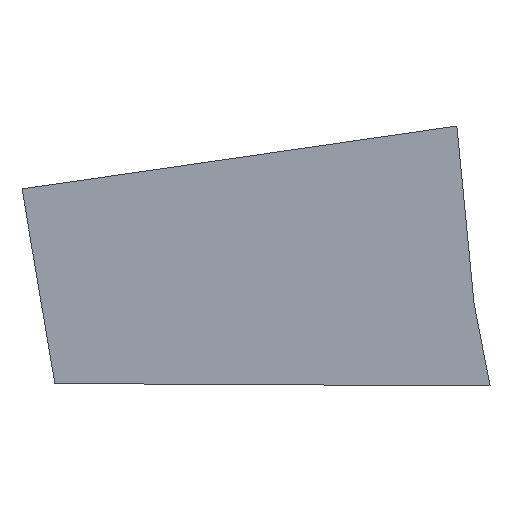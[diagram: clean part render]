
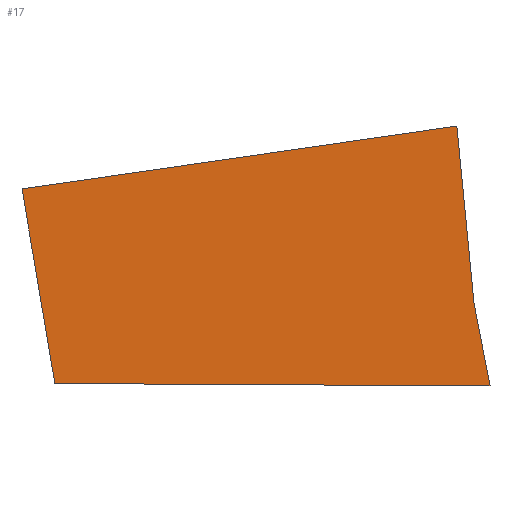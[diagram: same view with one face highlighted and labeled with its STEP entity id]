
A CAD part, top view. The second image highlights one B-rep face of the part: STEP entity #17.
In plain terms, the highlighted planar face has unit normal (0, 0, 1).
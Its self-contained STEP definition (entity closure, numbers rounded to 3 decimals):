
#17 = ADVANCED_FACE('',(#18),#32,.T.);
#18 = FACE_BOUND('',#19,.F.);
#19 = EDGE_LOOP('',(#20,#43,#59,#75,#91));
#20 = ORIENTED_EDGE('',*,*,#21,.T.);
#21 = EDGE_CURVE('',#22,#24,#26,.T.);
#22 = VERTEX_POINT('',#23);
#23 = CARTESIAN_POINT('',(-39.571,12.643,
    0.));
#24 = VERTEX_POINT('',#25);
#25 = CARTESIAN_POINT('',(22.429,21.593,
    0.));
#26 = SURFACE_CURVE('',#27,(#31),.PCURVE_S1.);
#27 = LINE('',#28,#29);
#28 = CARTESIAN_POINT('',(-39.571,12.643,
    0.));
#29 = VECTOR('',#30,1.);
#30 = DIRECTION('',(0.99,0.143,0.));
#31 = PCURVE('',#32,#37);
#32 = PLANE('',#33);
#33 = AXIS2_PLACEMENT_3D('',#34,#35,#36);
#34 = CARTESIAN_POINT('',(-39.346,24.996,
    0.));
#35 = DIRECTION('',(0.,0.,1.));
#36 = DIRECTION('',(-0.051,-0.999,
    0.));
#37 = DEFINITIONAL_REPRESENTATION('',(#38),#42);
#38 = LINE('',#39,#40);
#39 = CARTESIAN_POINT('',(12.349,0.408));
#40 = VECTOR('',#41,1.);
#41 = DIRECTION('',(-0.193,0.981));
#42 = ( GEOMETRIC_REPRESENTATION_CONTEXT(2) 
PARAMETRIC_REPRESENTATION_CONTEXT() REPRESENTATION_CONTEXT('2D SPACE',''
  ) );
#43 = ORIENTED_EDGE('',*,*,#44,.T.);
#44 = EDGE_CURVE('',#24,#45,#47,.T.);
#45 = VERTEX_POINT('',#46);
#46 = CARTESIAN_POINT('',(24.876,-3.68,
    0.));
#47 = SURFACE_CURVE('',#48,(#52),.PCURVE_S1.);
#48 = LINE('',#49,#50);
#49 = CARTESIAN_POINT('',(22.429,21.593,
    0.));
#50 = VECTOR('',#51,1.);
#51 = DIRECTION('',(0.096,-0.995,
    0.));
#52 = PCURVE('',#32,#53);
#53 = DEFINITIONAL_REPRESENTATION('',(#54),#58);
#54 = LINE('',#55,#56);
#55 = CARTESIAN_POINT('',(0.238,61.869));
#56 = VECTOR('',#57,1.);
#57 = DIRECTION('',(0.989,0.147));
#58 = ( GEOMETRIC_REPRESENTATION_CONTEXT(2) 
PARAMETRIC_REPRESENTATION_CONTEXT() REPRESENTATION_CONTEXT('2D SPACE',''
  ) );
#59 = ORIENTED_EDGE('',*,*,#60,.T.);
#60 = EDGE_CURVE('',#45,#61,#63,.T.);
#61 = VERTEX_POINT('',#62);
#62 = CARTESIAN_POINT('',(27.149,-15.449,
    0.));
#63 = SURFACE_CURVE('',#64,(#68),.PCURVE_S1.);
#64 = LINE('',#65,#66);
#65 = CARTESIAN_POINT('',(24.876,-3.68,
    0.));
#66 = VECTOR('',#67,1.);
#67 = DIRECTION('',(0.19,-0.982,0.));
#68 = PCURVE('',#32,#69);
#69 = DEFINITIONAL_REPRESENTATION('',(#70),#74);
#70 = LINE('',#71,#72);
#71 = CARTESIAN_POINT('',(25.352,65.606));
#72 = VECTOR('',#73,1.);
#73 = DIRECTION('',(0.971,0.24));
#74 = ( GEOMETRIC_REPRESENTATION_CONTEXT(2) 
PARAMETRIC_REPRESENTATION_CONTEXT() REPRESENTATION_CONTEXT('2D SPACE',''
  ) );
#75 = ORIENTED_EDGE('',*,*,#76,.T.);
#76 = EDGE_CURVE('',#61,#77,#79,.T.);
#77 = VERTEX_POINT('',#78);
#78 = CARTESIAN_POINT('',(-34.883,-15.106,
    0.));
#79 = SURFACE_CURVE('',#80,(#84),.PCURVE_S1.);
#80 = LINE('',#81,#82);
#81 = CARTESIAN_POINT('',(27.149,-15.449,
    0.));
#82 = VECTOR('',#83,1.);
#83 = DIRECTION('',(-1.,0.006,
    0.));
#84 = PCURVE('',#32,#85);
#85 = DEFINITIONAL_REPRESENTATION('',(#86),#90);
#86 = LINE('',#87,#88);
#87 = CARTESIAN_POINT('',(36.99,68.478));
#88 = VECTOR('',#89,1.);
#89 = DIRECTION('',(0.046,-0.999));
#90 = ( GEOMETRIC_REPRESENTATION_CONTEXT(2) 
PARAMETRIC_REPRESENTATION_CONTEXT() REPRESENTATION_CONTEXT('2D SPACE',''
  ) );
#91 = ORIENTED_EDGE('',*,*,#92,.T.);
#92 = EDGE_CURVE('',#77,#22,#93,.T.);
#93 = SURFACE_CURVE('',#94,(#98),.PCURVE_S1.);
#94 = LINE('',#95,#96);
#95 = CARTESIAN_POINT('',(-34.883,-15.106,
    0.));
#96 = VECTOR('',#97,1.);
#97 = DIRECTION('',(-0.167,0.986,0.));
#98 = PCURVE('',#32,#99);
#99 = DEFINITIONAL_REPRESENTATION('',(#100),#104);
#100 = LINE('',#101,#102);
#101 = CARTESIAN_POINT('',(39.821,6.51));
#102 = VECTOR('',#103,1.);
#103 = DIRECTION('',(-0.976,-0.217));
#104 = ( GEOMETRIC_REPRESENTATION_CONTEXT(2) 
PARAMETRIC_REPRESENTATION_CONTEXT() REPRESENTATION_CONTEXT('2D SPACE',''
  ) );
